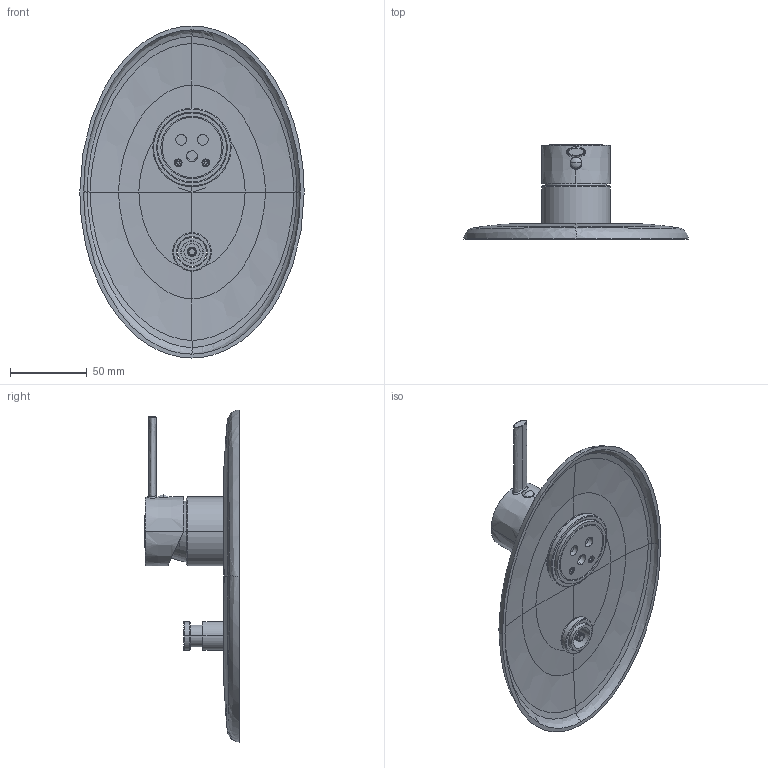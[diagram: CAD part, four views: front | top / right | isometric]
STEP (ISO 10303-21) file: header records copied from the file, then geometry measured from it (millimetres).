
FILE_DESCRIPTION((''),'2;1');
FILE_NAME('BR015CR','2021-11-08T09:15:49',('ut3'),('PAFFONI SpA'),'CREO PARAMETRIC BY PTC INC, 2020044','CREO PARAMETRIC BY PTC INC, 2020044','');
FILE_SCHEMA(('CONFIG_CONTROL_DESIGN','SHAPE_APPEARANCE_LAYERS_GROUPS'));
Length unit declared in the file: millimetre
Products named in the file (1): BR015CR
Bounding box: 146 x 61.3 x 216 mm (x, y, z)
Volume: 117621.4 mm3; surface area: 97906.5 mm2
Topology: 5 solids, 6 shells, 1081 faces, 2873 edges, 1803 vertices
Faces by surface type: plane 601, cylinder 255, torus 90, bspline 68, cone 57, sphere 8, extrusion 2
Entity records: 53405 total; most frequent: CARTESIAN_POINT 19554, ORIENTED_EDGE 5698, DIRECTION 5180, EDGE_CURVE 2849, AXIS2_PLACEMENT_3D 1810, VERTEX_POINT 1803, VECTOR 1560, LINE 1558
